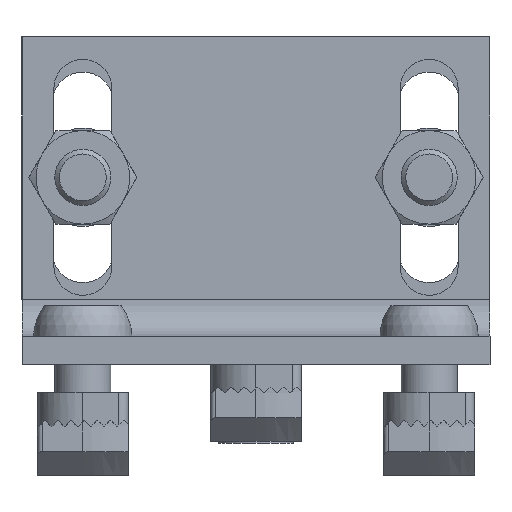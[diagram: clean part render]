
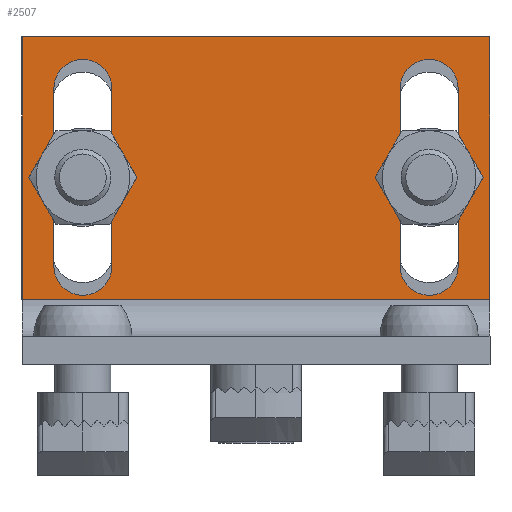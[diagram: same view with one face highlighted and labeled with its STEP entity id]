
A CAD part, left-side view. The second image highlights one B-rep face of the part: STEP entity #2507.
In plain terms, the highlighted face is planar.
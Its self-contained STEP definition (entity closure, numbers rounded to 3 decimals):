
#2507=ADVANCED_FACE('',(#3132,#3133,#3134),#3135,.F.);
#3132=FACE_OUTER_BOUND('',#3810,.T.);
#3133=FACE_BOUND('',#3811,.T.);
#3134=FACE_BOUND('',#3812,.T.);
#3135=PLANE('',#3813);
#3810=EDGE_LOOP('',(#6162,#6163,#6164,#6165));
#3811=EDGE_LOOP('',(#6166,#6167,#6168,#6169));
#3812=EDGE_LOOP('',(#6170,#6171,#6172,#6173));
#3813=AXIS2_PLACEMENT_3D('',#6174,#6175,#6176);
#6162=ORIENTED_EDGE('',*,*,#6974,.T.);
#6163=ORIENTED_EDGE('',*,*,#6931,.F.);
#6164=ORIENTED_EDGE('',*,*,#6970,.F.);
#6165=ORIENTED_EDGE('',*,*,#6978,.T.);
#6166=ORIENTED_EDGE('',*,*,#6913,.T.);
#6167=ORIENTED_EDGE('',*,*,#6979,.T.);
#6168=ORIENTED_EDGE('',*,*,#6963,.T.);
#6169=ORIENTED_EDGE('',*,*,#6916,.T.);
#6170=ORIENTED_EDGE('',*,*,#6923,.T.);
#6171=ORIENTED_EDGE('',*,*,#6920,.T.);
#6172=ORIENTED_EDGE('',*,*,#6980,.T.);
#6173=ORIENTED_EDGE('',*,*,#6926,.T.);
#6174=CARTESIAN_POINT('',(7.0,47.0,25.0));
#6175=DIRECTION('',(-0.0,1.0,0.0));
#6176=DIRECTION('',(1.0,0.0,0.0));
#6913=EDGE_CURVE('',#8135,#8133,#8136,.T.);
#6916=EDGE_CURVE('',#8140,#8135,#8141,.T.);
#6920=EDGE_CURVE('',#8148,#8146,#8149,.T.);
#6923=EDGE_CURVE('',#8153,#8148,#8154,.T.);
#6926=EDGE_CURVE('',#8158,#8153,#8159,.T.);
#6931=EDGE_CURVE('',#8166,#8161,#8168,.T.);
#6963=EDGE_CURVE('',#8225,#8140,#8226,.T.);
#6970=EDGE_CURVE('',#8233,#8166,#8235,.T.);
#6974=EDGE_CURVE('',#8240,#8161,#8241,.T.);
#6978=EDGE_CURVE('',#8233,#8240,#8245,.T.);
#6979=EDGE_CURVE('',#8133,#8225,#8246,.T.);
#6980=EDGE_CURVE('',#8146,#8158,#8247,.T.);
#8133=VERTEX_POINT('',#10159);
#8135=VERTEX_POINT('',#10162);
#8136=CIRCLE('',#10163,3.1);
#8140=VERTEX_POINT('',#10169);
#8141=LINE('',#10170,#10171);
#8146=VERTEX_POINT('',#10178);
#8148=VERTEX_POINT('',#10181);
#8149=LINE('',#10182,#10183);
#8153=VERTEX_POINT('',#10188);
#8154=CIRCLE('',#10189,3.1);
#8158=VERTEX_POINT('',#10195);
#8159=LINE('',#10196,#10197);
#8161=VERTEX_POINT('',#10200);
#8166=VERTEX_POINT('',#10207);
#8168=LINE('',#10210,#10211);
#8225=VERTEX_POINT('',#10290);
#8226=CIRCLE('',#10291,3.1);
#8233=VERTEX_POINT('',#10302);
#8235=LINE('',#10304,#10305);
#8240=VERTEX_POINT('',#10312);
#8241=LINE('',#10313,#10314);
#8245=LINE('',#10320,#10321);
#8246=LINE('',#10322,#10323);
#8247=CIRCLE('',#10324,3.1);
#10159=CARTESIAN_POINT('',(29.5,47.0,15.4));
#10162=CARTESIAN_POINT('',(29.5,47.0,21.6));
#10163=AXIS2_PLACEMENT_3D('',#11449,#11450,#11451);
#10169=CARTESIAN_POINT('',(10.5,47.0,21.6));
#10170=CARTESIAN_POINT('',(10.5,47.0,21.6));
#10171=VECTOR('',#11454,1.0);
#10178=CARTESIAN_POINT('',(10.5,47.0,-21.6));
#10181=CARTESIAN_POINT('',(29.5,47.0,-21.6));
#10182=CARTESIAN_POINT('',(29.5,47.0,-21.6));
#10183=VECTOR('',#11458,1.0);
#10188=CARTESIAN_POINT('',(29.5,47.0,-15.4));
#10189=AXIS2_PLACEMENT_3D('',#11463,#11464,#11465);
#10195=CARTESIAN_POINT('',(10.5,47.0,-15.4));
#10196=CARTESIAN_POINT('',(10.5,47.0,-15.4));
#10197=VECTOR('',#11468,1.0);
#10200=CARTESIAN_POINT('',(35.0,47.0,-25.0));
#10207=CARTESIAN_POINT('',(35.0,47.0,25.0));
#10210=CARTESIAN_POINT('',(35.0,47.0,25.0));
#10211=VECTOR('',#11473,1.0);
#10290=CARTESIAN_POINT('',(10.5,47.0,15.4));
#10291=AXIS2_PLACEMENT_3D('',#11523,#11524,#11525);
#10302=CARTESIAN_POINT('',(7.0,47.0,25.0));
#10304=CARTESIAN_POINT('',(7.0,47.0,25.0));
#10305=VECTOR('',#11536,1.0);
#10312=CARTESIAN_POINT('',(7.0,47.0,-25.0));
#10313=CARTESIAN_POINT('',(7.0,47.0,-25.0));
#10314=VECTOR('',#11542,1.0);
#10320=CARTESIAN_POINT('',(7.0,47.0,25.0));
#10321=VECTOR('',#11548,1.0);
#10322=CARTESIAN_POINT('',(29.5,47.0,15.4));
#10323=VECTOR('',#11549,1.0);
#10324=AXIS2_PLACEMENT_3D('',#11550,#11551,#11552);
#11449=CARTESIAN_POINT('',(29.5,47.0,18.5));
#11450=DIRECTION('',(-0.0,1.0,0.0));
#11451=DIRECTION('',(1.0,0.0,0.0));
#11454=DIRECTION('',(1.0,0.0,0.0));
#11458=DIRECTION('',(-1.0,0.0,0.0));
#11463=CARTESIAN_POINT('',(29.5,47.0,-18.5));
#11464=DIRECTION('',(-0.0,1.0,0.0));
#11465=DIRECTION('',(1.0,0.0,0.0));
#11468=DIRECTION('',(1.0,0.0,0.0));
#11473=DIRECTION('',(0.0,0.0,-1.0));
#11523=CARTESIAN_POINT('',(10.5,47.0,18.5));
#11524=DIRECTION('',(-0.0,1.0,0.0));
#11525=DIRECTION('',(1.0,0.0,0.0));
#11536=DIRECTION('',(1.0,0.0,0.0));
#11542=DIRECTION('',(1.0,0.0,0.0));
#11548=DIRECTION('',(0.0,0.0,-1.0));
#11549=DIRECTION('',(-1.0,0.0,0.0));
#11550=CARTESIAN_POINT('',(10.5,47.0,-18.5));
#11551=DIRECTION('',(-0.0,1.0,0.0));
#11552=DIRECTION('',(1.0,0.0,0.0));
